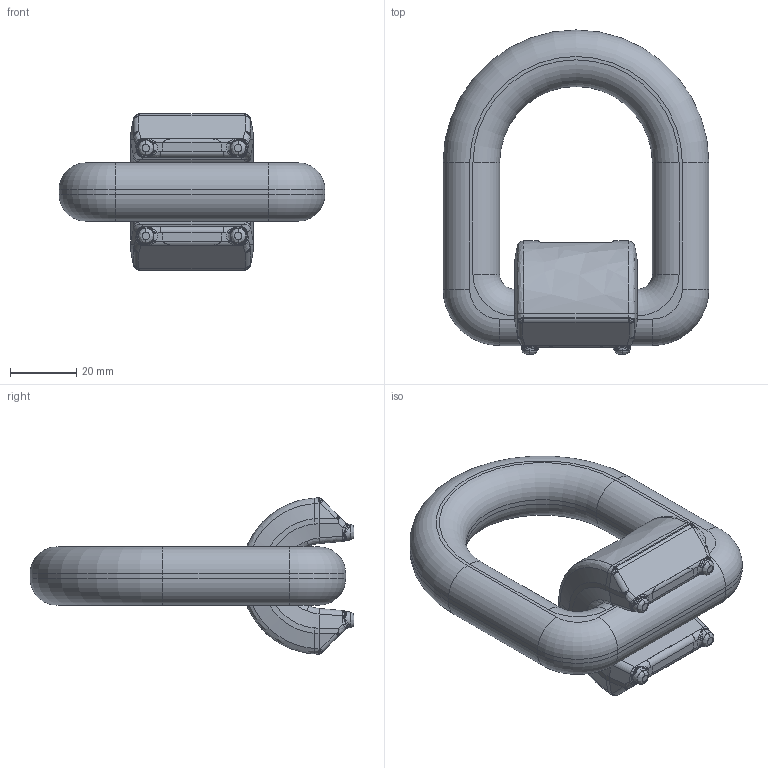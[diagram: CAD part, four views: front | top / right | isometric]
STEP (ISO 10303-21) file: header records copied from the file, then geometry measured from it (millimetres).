
FILE_DESCRIPTION (( 'STEP AP203' ), '1' );
FILE_NAME ('20240808_APAS_3,15t.STEP', '2024-08-08T07:34:03', ( '' ), ( '' ), 'SwSTEP 2.0', 'SolidWorks 2024', '' );
FILE_SCHEMA (( 'CONFIG_CONTROL_DESIGN' ));
Length unit declared in the file: millimetre
Products named in the file (3): APA3,15_Stepversion; APA3,15 bock; 20240808_APAS_3,15t
Assembly tree (2 placements, depth 2):
  20240808_APAS_3,15t
    APA3,15_Stepversion
    APA3,15 bock
Bounding box: 80 x 97.5 x 47 mm (x, y, z)
Volume: 91899.4 mm3; surface area: 20677.9 mm2
Topology: 2 solids, 2 shells, 475 faces, 1159 edges, 684 vertices
Faces by surface type: bspline 425, cylinder 22, plane 16, torus 12
Entity records: 19165 total; most frequent: CARTESIAN_POINT 11936, ORIENTED_EDGE 2310, EDGE_CURVE 1155, VERTEX_POINT 684, B_SPLINE_CURVE_WITH_KNOTS 674, EDGE_LOOP 477, FACE_OUTER_BOUND 475, ADVANCED_FACE 475
